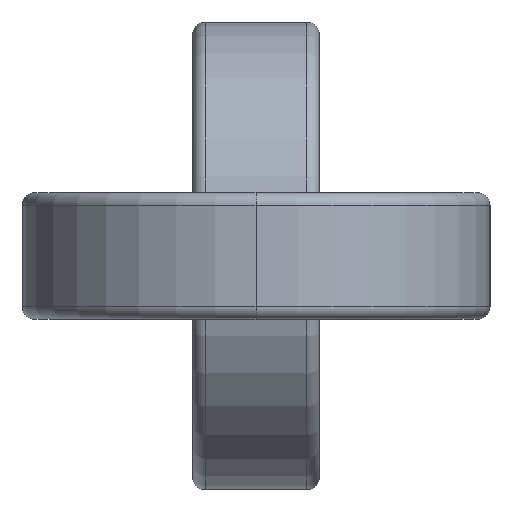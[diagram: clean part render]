
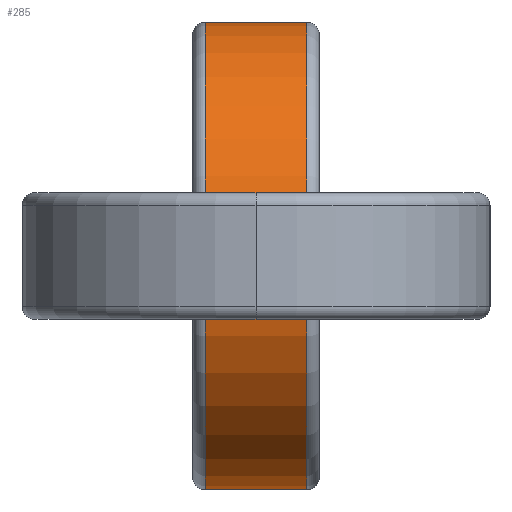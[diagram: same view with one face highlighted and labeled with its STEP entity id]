
A CAD part, left-side view. The second image highlights one B-rep face of the part: STEP entity #285.
In plain terms, the highlighted cylindrical face has radius 18.5 mm (diameter 37 mm), a partial arc.
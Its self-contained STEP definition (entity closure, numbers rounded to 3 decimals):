
#285=ADVANCED_FACE('',(#605),#606,.T.);
#605=FACE_OUTER_BOUND('',#974,.T.);
#606=CYLINDRICAL_SURFACE('',#975,18.5);
#974=EDGE_LOOP('',(#1654,#1655,#1656,#1657));
#975=AXIS2_PLACEMENT_3D('',#1658,#1659,#1660);
#1654=ORIENTED_EDGE('',*,*,#2310,.T.);
#1655=ORIENTED_EDGE('',*,*,#2311,.T.);
#1656=ORIENTED_EDGE('',*,*,#2292,.F.);
#1657=ORIENTED_EDGE('',*,*,#2307,.F.);
#1658=CARTESIAN_POINT('',(25.,0.,0.));
#1659=DIRECTION('',(0.,-1.0,0.));
#1660=DIRECTION('',(0.,0.,1.0));
#2292=EDGE_CURVE('',#2738,#2743,#2744,.T.);
#2307=EDGE_CURVE('',#2762,#2738,#2764,.T.);
#2310=EDGE_CURVE('',#2762,#2767,#2768,.T.);
#2311=EDGE_CURVE('',#2767,#2743,#2769,.T.);
#2738=VERTEX_POINT('',#3282);
#2743=VERTEX_POINT('',#3289);
#2744=LINE('',#3290,#3291);
#2762=VERTEX_POINT('',#3311);
#2764=CIRCLE('',#3313,18.5);
#2767=VERTEX_POINT('',#3316);
#2768=LINE('',#3317,#3318);
#2769=CIRCLE('',#3319,18.5);
#3282=CARTESIAN_POINT('',(25.,4.,18.5));
#3289=CARTESIAN_POINT('',(25.,-4.,18.5));
#3290=CARTESIAN_POINT('',(25.,4.,18.5));
#3291=VECTOR('',#3899,1.0);
#3311=CARTESIAN_POINT('',(25.,4.,-18.5));
#3313=AXIS2_PLACEMENT_3D('',#3923,#3924,#3925);
#3316=CARTESIAN_POINT('',(25.0,-4.,-18.5));
#3317=CARTESIAN_POINT('',(25.,4.,-18.5));
#3318=VECTOR('',#3929,1.0);
#3319=AXIS2_PLACEMENT_3D('',#3930,#3931,#3932);
#3899=DIRECTION('',(0.,-1.0,0.));
#3923=CARTESIAN_POINT('',(25.,4.,0.));
#3924=DIRECTION('',(0.,1.0,0.));
#3925=DIRECTION('',(0.,0.,1.0));
#3929=DIRECTION('',(0.,-1.0,0.));
#3930=CARTESIAN_POINT('',(25.,-4.,0.));
#3931=DIRECTION('',(0.,1.0,0.));
#3932=DIRECTION('',(0.0,0.,1.0));
